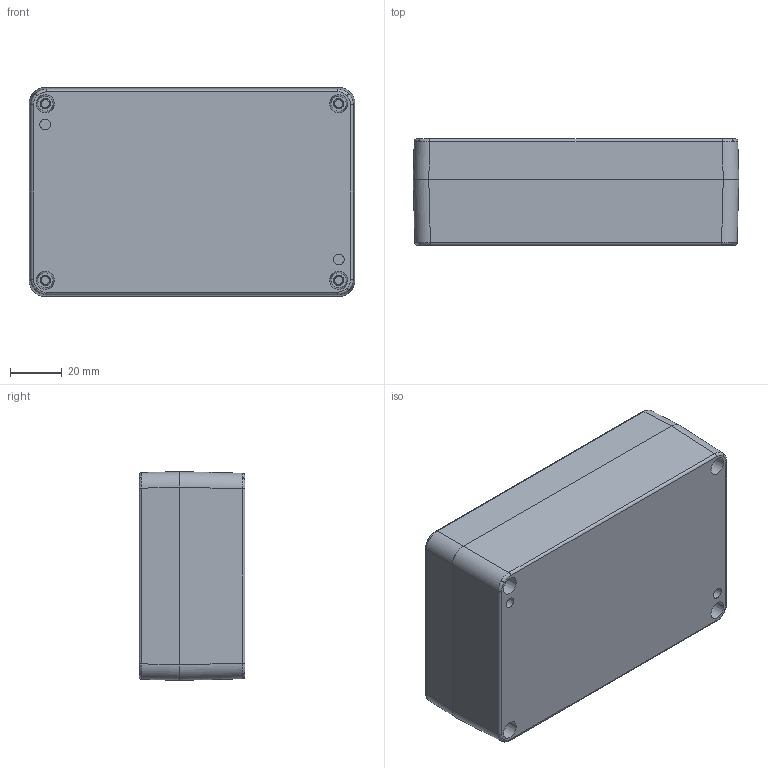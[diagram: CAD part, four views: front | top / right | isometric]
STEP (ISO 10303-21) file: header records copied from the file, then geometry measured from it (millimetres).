
FILE_DESCRIPTION (( 'STEP AP214' ), '1' );
FILE_NAME ('1550Z107.STEP', '2020-11-05T19:39:13', ( '' ), ( '' ), 'SwSTEP 2.0', 'SolidWorks 2019', '' );
FILE_SCHEMA (( 'AUTOMOTIVE_DESIGN' ));
Length unit declared in the file: inch
Products named in the file (1): 1550Z107
Bounding box: 125.4 x 40.8 x 80.4 mm (x, y, z)
Volume: 144858.4 mm3; surface area: 78691 mm2
Topology: 7 solids, 7 shells, 1416 faces, 3645 edges, 2323 vertices
Faces by surface type: bspline 563, plane 385, cone 248, cylinder 220
Full cylindrical faces by diameter (mm): 3.3 x4, 3.6 x4, 3.9 x60, 7.6 x4
Entity records: 82342 total; most frequent: CARTESIAN_POINT 35806, ORIENTED_EDGE 6388, DIRECTION 4279, EDGE_CURVE 3194, VERTEX_POINT 2122, EDGE_LOOP 1768, AXIS2_PLACEMENT_3D 1580, FACE_OUTER_BOUND 1492
